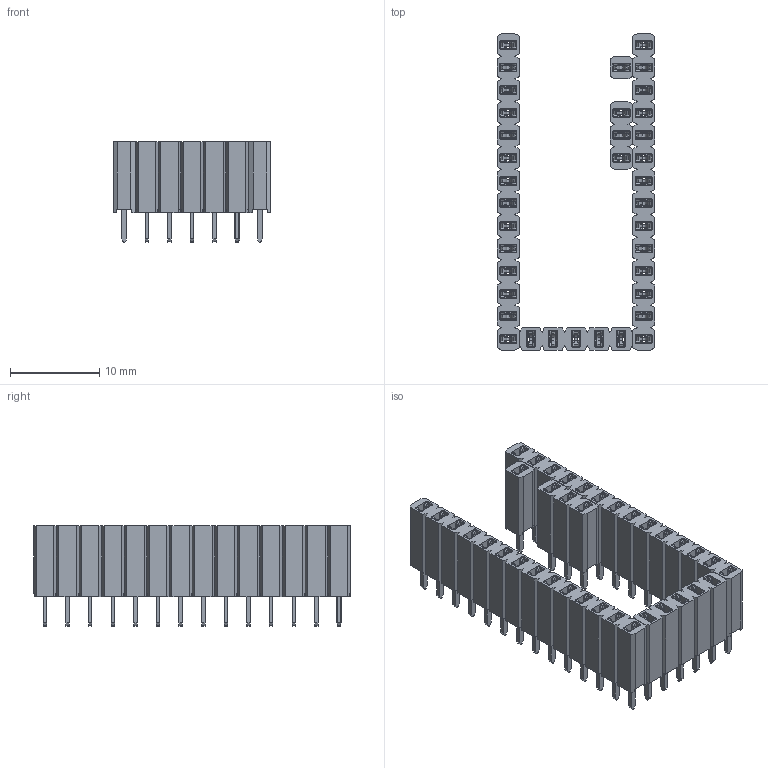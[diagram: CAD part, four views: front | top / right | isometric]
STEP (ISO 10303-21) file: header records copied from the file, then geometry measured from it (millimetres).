
FILE_DESCRIPTION(/* description */ (''),/* implementation_level */ '2;1');
FILE_NAME(/* name */ 'Teensy 3-2 Header.stp',/* time_stamp */ '2024-09-11T10:38:16+02:00',/* author */ ('d.hellenbrandt'),/* organization */ (''),/* preprocessor_version */ 'ST-DEVELOPER v20',/* originating_system */ 'Autodesk Inventor 2025',/* authorisation */ '');
FILE_SCHEMA (('AUTOMOTIVE_DESIGN { 1 0 10303 214 3 1 1 }'));
Length unit declared in the file: millimetre
Products named in the file (17): Teensy 3-2 Header; 14pol; bl_1; 001002217; 001002184; 5pol; bl_1_1; 001002217_1; 001002184_1; 3pol; bl_1_2; 001002217_2; 001002184_2; 1pol; bl_1_3; 001002217_3; 001002184_3
Assembly tree (36 placements, depth 4):
  Teensy 3-2 Header
    14pol  x2
      bl_1
        001002217
        001002184  x14
    5pol
      bl_1_1
        001002217_1
        001002184_1  x5
    3pol
      bl_1_2
        001002217_2
        001002184_2  x3
    1pol
      bl_1_3
        001002217_3
        001002184_3
Bounding box: 17.74 x 35.56 x 11.3 mm (x, y, z)
Volume: 1521.2 mm3; surface area: 4851.9 mm2
Topology: 42 solids, 42 shells, 3017 faces, 7948 edges, 5089 vertices
Faces by surface type: plane 1722, cylinder 1110, torus 148, cone 37
Full cylindrical faces by diameter (mm): 0.72 x37, 0.78 x37
Entity records: 36280 total; most frequent: DIRECTION 6391, CARTESIAN_POINT 6131, ORIENTED_EDGE 6016, EDGE_CURVE 3008, AXIS2_PLACEMENT_3D 2135, LINE 2121, VECTOR 2121, VERTEX_POINT 1875
